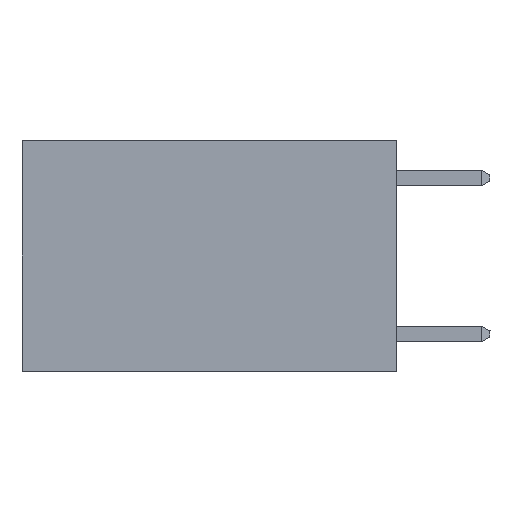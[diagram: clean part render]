
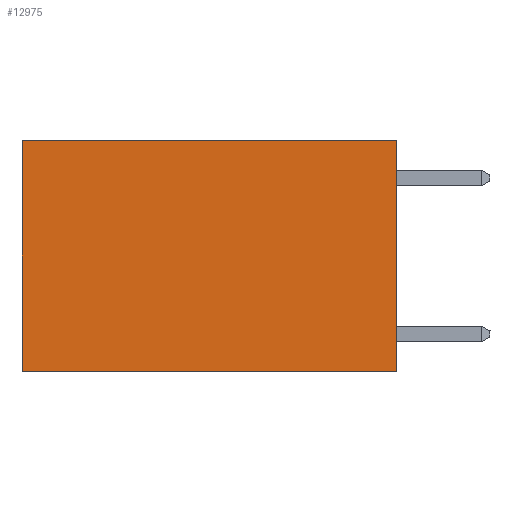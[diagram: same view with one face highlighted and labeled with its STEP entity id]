
A CAD part, left-side view. The second image highlights one B-rep face of the part: STEP entity #12975.
In plain terms, the highlighted planar face has unit normal (-1, 0, 0).
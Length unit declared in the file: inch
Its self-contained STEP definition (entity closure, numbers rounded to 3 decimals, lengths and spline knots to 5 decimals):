
#1465 = VERTEX_POINT ( 'NONE', #26531 ) ;
#1652 = VERTEX_POINT ( 'NONE', #16595 ) ;
#1709 = VECTOR ( 'NONE', #11341, 39.37008 ) ;
#1854 = CARTESIAN_POINT ( 'NONE',  ( 0.2625, 0., -0.37 ) ) ;
#4154 = DIRECTION ( 'NONE',  ( 0., 1., 0. ) ) ;
#4972 = LINE ( 'NONE', #9454, #4998 ) ;
#4998 = VECTOR ( 'NONE', #16154, 39.37008 ) ;
#5599 = EDGE_CURVE ( 'NONE', #22180, #6401, #27526, .T. ) ;
#6401 = VERTEX_POINT ( 'NONE', #25112 ) ;
#9454 = CARTESIAN_POINT ( 'NONE',  ( 0.2625, 0., 0. ) ) ;
#9904 = VECTOR ( 'NONE', #4154, 39.37008 ) ;
#10474 = EDGE_CURVE ( 'NONE', #22180, #1465, #4972, .T. ) ;
#11062 = EDGE_LOOP ( 'NONE', ( #19506, #19756, #19776, #20298 ) ) ;
#11341 = DIRECTION ( 'NONE',  ( 0., 0., -1. ) ) ;
#12975 = ADVANCED_FACE ( 'NONE', ( #23232 ), #19244, .F. ) ;
#13789 = LINE ( 'NONE', #17878, #1709 ) ;
#14036 = DIRECTION ( 'NONE',  ( 0., 1., 0. ) ) ;
#15127 = DIRECTION ( 'NONE',  ( 0., 0., -1. ) ) ;
#16154 = DIRECTION ( 'NONE',  ( 0., 0., -1. ) ) ;
#16431 = CARTESIAN_POINT ( 'NONE',  ( 0.2625, 0., 0. ) ) ;
#16595 = CARTESIAN_POINT ( 'NONE',  ( 0.2625, 0.6, -0.37 ) ) ;
#17878 = CARTESIAN_POINT ( 'NONE',  ( 0.2625, 0.6, 0. ) ) ;
#18219 = CARTESIAN_POINT ( 'NONE',  ( 0.2625, 0., 0. ) ) ;
#19244 = PLANE ( 'NONE',  #24128 ) ;
#19506 = ORIENTED_EDGE ( 'NONE', *, *, #20213, .T. ) ;
#19756 = ORIENTED_EDGE ( 'NONE', *, *, #28051, .F. ) ;
#19776 = ORIENTED_EDGE ( 'NONE', *, *, #10474, .F. ) ;
#20213 = EDGE_CURVE ( 'NONE', #6401, #1652, #13789, .T. ) ;
#20298 = ORIENTED_EDGE ( 'NONE', *, *, #5599, .T. ) ;
#22180 = VERTEX_POINT ( 'NONE', #16431 ) ;
#23232 = FACE_OUTER_BOUND ( 'NONE', #11062, .T. ) ;
#23442 = CARTESIAN_POINT ( 'NONE',  ( 0.2625, 0., 0. ) ) ;
#24128 = AXIS2_PLACEMENT_3D ( 'NONE', #23442, #27602, #15127 ) ;
#25112 = CARTESIAN_POINT ( 'NONE',  ( 0.2625, 0.6, 0. ) ) ;
#25836 = VECTOR ( 'NONE', #14036, 39.37008 ) ;
#26531 = CARTESIAN_POINT ( 'NONE',  ( 0.2625, 0., -0.37 ) ) ;
#26905 = LINE ( 'NONE', #1854, #9904 ) ;
#27526 = LINE ( 'NONE', #18219, #25836 ) ;
#27602 = DIRECTION ( 'NONE',  ( 1., 0., 0. ) ) ;
#28051 = EDGE_CURVE ( 'NONE', #1465, #1652, #26905, .T. ) ;
